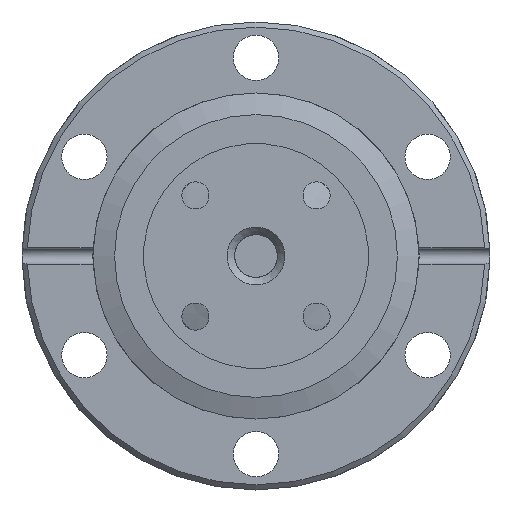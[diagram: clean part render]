
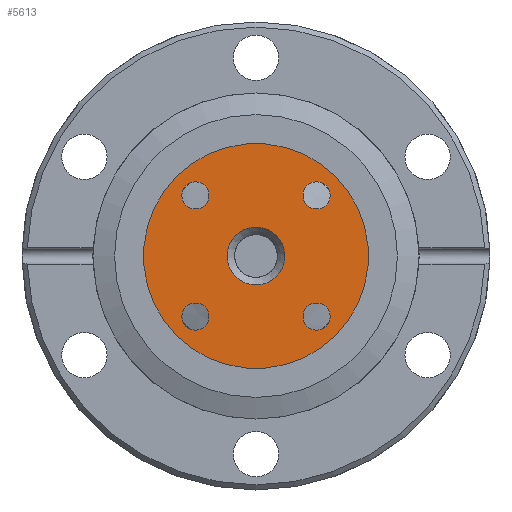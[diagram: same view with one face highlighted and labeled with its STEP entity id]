
A CAD part, front view. The second image highlights one B-rep face of the part: STEP entity #5613.
In plain terms, the highlighted planar face has unit normal (0, -1, 0).
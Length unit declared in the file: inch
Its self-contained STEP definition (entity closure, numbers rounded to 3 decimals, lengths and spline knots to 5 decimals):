
#129 = AXIS2_PLACEMENT_3D ( 'NONE', #9347, #1410, #5365 ) ;
#229 = CARTESIAN_POINT ( 'NONE',  ( 0., -1.394, 0. ) ) ;
#354 = DIRECTION ( 'NONE',  ( 0., -1., 0. ) ) ;
#358 = ORIENTED_EDGE ( 'NONE', *, *, #3628, .F. ) ;
#469 = CARTESIAN_POINT ( 'NONE',  ( 0.29734, -1.394, 0.29734 ) ) ;
#500 = CARTESIAN_POINT ( 'NONE',  ( -0.46386, -1.394, -0.46386 ) ) ;
#717 = AXIS2_PLACEMENT_3D ( 'NONE', #1363, #6163, #8568 ) ;
#1013 = EDGE_LOOP ( 'NONE', ( #10274 ) ) ;
#1117 = ORIENTED_EDGE ( 'NONE', *, *, #8815, .F. ) ;
#1121 = CIRCLE ( 'NONE', #129, 0.656 ) ;
#1363 = CARTESIAN_POINT ( 'NONE',  ( 0.35355, -1.394, 0.35355 ) ) ;
#1410 = DIRECTION ( 'NONE',  ( 0., -1., 0. ) ) ;
#1536 = CIRCLE ( 'NONE', #717, 0.0795 ) ;
#1539 = DIRECTION ( 'NONE',  ( -0.707, 0., -0.707 ) ) ;
#1795 = AXIS2_PLACEMENT_3D ( 'NONE', #2560, #354, #5018 ) ;
#1904 = EDGE_CURVE ( 'NONE', #8295, #8295, #2296, .T. ) ;
#2194 = CARTESIAN_POINT ( 'NONE',  ( 0.35355, -1.394, -0.35355 ) ) ;
#2223 = FACE_BOUND ( 'NONE', #9490, .T. ) ;
#2254 = AXIS2_PLACEMENT_3D ( 'NONE', #2194, #9473, #9368 ) ;
#2296 = CIRCLE ( 'NONE', #8170, 0.0795 ) ;
#2370 = EDGE_LOOP ( 'NONE', ( #6268 ) ) ;
#2560 = CARTESIAN_POINT ( 'NONE',  ( 0., -1.394, 0. ) ) ;
#2575 = ORIENTED_EDGE ( 'NONE', *, *, #9511, .F. ) ;
#2599 = VERTEX_POINT ( 'NONE', #4314 ) ;
#2707 = VERTEX_POINT ( 'NONE', #7343 ) ;
#2899 = VERTEX_POINT ( 'NONE', #500 ) ;
#3004 = FACE_BOUND ( 'NONE', #7849, .T. ) ;
#3628 = EDGE_CURVE ( 'NONE', #7615, #7615, #1536, .T. ) ;
#3931 = DIRECTION ( 'NONE',  ( 0., -1., 0. ) ) ;
#4212 = PLANE ( 'NONE',  #8023 ) ;
#4314 = CARTESIAN_POINT ( 'NONE',  ( 0.29734, -1.394, -0.40977 ) ) ;
#4655 = DIRECTION ( 'NONE',  ( -0.707, 0., -0.707 ) ) ;
#4708 = CARTESIAN_POINT ( 'NONE',  ( -0.35355, -1.394, -0.35355 ) ) ;
#4834 = FACE_BOUND ( 'NONE', #2370, .T. ) ;
#5018 = DIRECTION ( 'NONE',  ( -0.707, 0., -0.707 ) ) ;
#5285 = CIRCLE ( 'NONE', #1795, 0.16846 ) ;
#5365 = DIRECTION ( 'NONE',  ( -0.707, 0., -0.707 ) ) ;
#5487 = EDGE_LOOP ( 'NONE', ( #6449 ) ) ;
#5613 = ADVANCED_FACE ( 'NONE', ( #5635, #4834, #3004, #9394, #2223, #9823 ), #4212, .F. ) ;
#5635 = FACE_BOUND ( 'NONE', #10173, .T. ) ;
#6163 = DIRECTION ( 'NONE',  ( 0., -1., 0. ) ) ;
#6268 = ORIENTED_EDGE ( 'NONE', *, *, #1904, .F. ) ;
#6449 = ORIENTED_EDGE ( 'NONE', *, *, #9101, .F. ) ;
#7343 = CARTESIAN_POINT ( 'NONE',  ( -0.11912, -1.394, -0.11912 ) ) ;
#7551 = VERTEX_POINT ( 'NONE', #8994 ) ;
#7615 = VERTEX_POINT ( 'NONE', #469 ) ;
#7849 = EDGE_LOOP ( 'NONE', ( #358 ) ) ;
#7958 = AXIS2_PLACEMENT_3D ( 'NONE', #4708, #3931, #4655 ) ;
#8023 = AXIS2_PLACEMENT_3D ( 'NONE', #229, #8208, #8873 ) ;
#8170 = AXIS2_PLACEMENT_3D ( 'NONE', #8704, #9320, #1539 ) ;
#8208 = DIRECTION ( 'NONE',  ( 0., 1., 0. ) ) ;
#8295 = VERTEX_POINT ( 'NONE', #9067 ) ;
#8299 = CIRCLE ( 'NONE', #2254, 0.0795 ) ;
#8568 = DIRECTION ( 'NONE',  ( -0.707, 0., -0.707 ) ) ;
#8704 = CARTESIAN_POINT ( 'NONE',  ( -0.35355, -1.394, 0.35355 ) ) ;
#8815 = EDGE_CURVE ( 'NONE', #2599, #2599, #8299, .T. ) ;
#8873 = DIRECTION ( 'NONE',  ( 0.707, 0., 0.707 ) ) ;
#8994 = CARTESIAN_POINT ( 'NONE',  ( -0.40977, -1.394, -0.40977 ) ) ;
#9067 = CARTESIAN_POINT ( 'NONE',  ( -0.40977, -1.394, 0.29734 ) ) ;
#9101 = EDGE_CURVE ( 'NONE', #7551, #7551, #9443, .T. ) ;
#9320 = DIRECTION ( 'NONE',  ( 0., -1., 0. ) ) ;
#9347 = CARTESIAN_POINT ( 'NONE',  ( 0., -1.394, 0. ) ) ;
#9368 = DIRECTION ( 'NONE',  ( -0.707, 0., -0.707 ) ) ;
#9394 = FACE_OUTER_BOUND ( 'NONE', #1013, .T. ) ;
#9443 = CIRCLE ( 'NONE', #7958, 0.0795 ) ;
#9473 = DIRECTION ( 'NONE',  ( 0., -1., 0. ) ) ;
#9490 = EDGE_LOOP ( 'NONE', ( #2575 ) ) ;
#9511 = EDGE_CURVE ( 'NONE', #2707, #2707, #5285, .T. ) ;
#9703 = EDGE_CURVE ( 'NONE', #2899, #2899, #1121, .T. ) ;
#9823 = FACE_BOUND ( 'NONE', #5487, .T. ) ;
#10173 = EDGE_LOOP ( 'NONE', ( #1117 ) ) ;
#10274 = ORIENTED_EDGE ( 'NONE', *, *, #9703, .T. ) ;
